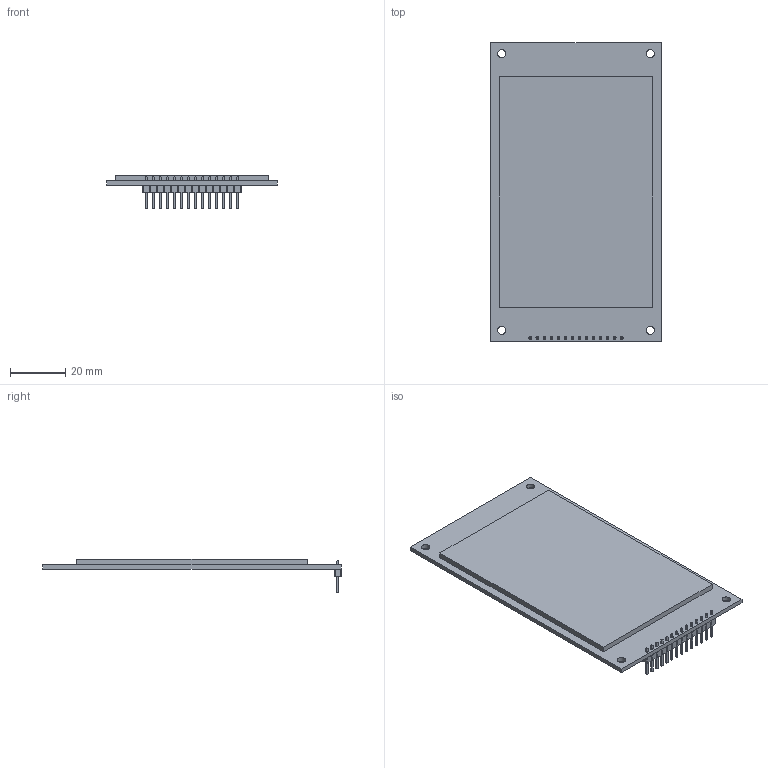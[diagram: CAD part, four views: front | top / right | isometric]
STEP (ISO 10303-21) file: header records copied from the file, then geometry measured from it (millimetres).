
FILE_DESCRIPTION(('FreeCAD Model'),'2;1');
FILE_NAME('LCd_4Inch.step', '2021-01-19T22:22:51',('Author'),(''), 'Open CASCADE STEP processor 7.3','FreeCAD','Unknown');
FILE_SCHEMA(('AUTOMOTIVE_DESIGN { 1 0 10303 214 1 1 1 1 }'));
Length unit declared in the file: millimetre
Products named in the file (2): Module; PinHeader_1x14_P254mm_Vertical
Bounding box: 61.74 x 108.04 x 12.14 mm (x, y, z)
Volume: 20186.3 mm3; surface area: 15190.6 mm2
Topology: 2 solids, 2 shells, 369 faces, 896 edges, 560 vertices
Faces by surface type: plane 351, cylinder 18
Full cylindrical faces by diameter (mm): 1 x14, 3 x4
Entity records: 12934 total; most frequent: CARTESIAN_POINT 1826, ORIENTED_EDGE 1792, DIRECTION 1672, EDGE_CURVE 896, LINE 860, VECTOR 860, VERTEX_POINT 560, FACE_BOUND 434
